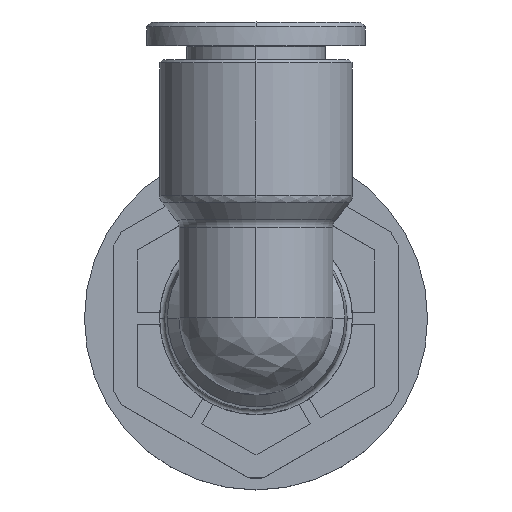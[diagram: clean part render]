
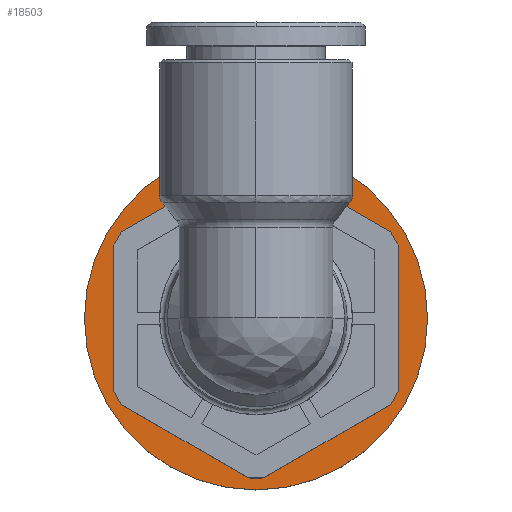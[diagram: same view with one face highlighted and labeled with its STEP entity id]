
A CAD part, top view. The second image highlights one B-rep face of the part: STEP entity #18503.
In plain terms, the highlighted planar face has unit normal (0, 0, 1).
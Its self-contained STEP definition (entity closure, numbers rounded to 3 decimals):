
#34 = VERTEX_POINT ( 'NONE', #19816 ) ;
#231 = ORIENTED_EDGE ( 'NONE', *, *, #11822, .T. ) ;
#245 = DIRECTION ( 'NONE',  ( 1., 0., 0. ) ) ;
#259 = ORIENTED_EDGE ( 'NONE', *, *, #22085, .F. ) ;
#623 = ORIENTED_EDGE ( 'NONE', *, *, #3823, .T. ) ;
#1651 = VERTEX_POINT ( 'NONE', #9173 ) ;
#1655 = AXIS2_PLACEMENT_3D ( 'NONE', #10442, #27878, #3233 ) ;
#2600 = DIRECTION ( 'NONE',  ( 1., 0., 0. ) ) ;
#2726 = CARTESIAN_POINT ( 'NONE',  ( -13.485, 0.644, 7.5 ) ) ;
#2899 = CARTESIAN_POINT ( 'NONE',  ( 0., 0., 7.5 ) ) ;
#3008 = LINE ( 'NONE', #2726, #31877 ) ;
#3168 = EDGE_CURVE ( 'NONE', #34, #21406, #27969, .T. ) ;
#3233 = DIRECTION ( 'NONE',  ( 1., 0., 0. ) ) ;
#3675 = DIRECTION ( 'NONE',  ( 0., 0., 1. ) ) ;
#3823 = EDGE_CURVE ( 'NONE', #22782, #31643, #26386, .T. ) ;
#4001 = CARTESIAN_POINT ( 'NONE',  ( 0., 0., 7.5 ) ) ;
#4480 = CARTESIAN_POINT ( 'NONE',  ( 13.485, -0.644, 7.5 ) ) ;
#4830 = CARTESIAN_POINT ( 'NONE',  ( -6.185, 12., 7.5 ) ) ;
#5188 = LINE ( 'NONE', #19973, #30538 ) ;
#5414 = VERTEX_POINT ( 'NONE', #32208 ) ;
#5458 = CARTESIAN_POINT ( 'NONE',  ( 0., 0., 7.5 ) ) ;
#5471 = VERTEX_POINT ( 'NONE', #7486 ) ;
#5590 = AXIS2_PLACEMENT_3D ( 'NONE', #7253, #9758, #26996 ) ;
#5995 = CARTESIAN_POINT ( 'NONE',  ( 0., 0., 7.5 ) ) ;
#7253 = CARTESIAN_POINT ( 'NONE',  ( 0., 0., 7.5 ) ) ;
#7262 = EDGE_CURVE ( 'NONE', #14496, #26451, #18963, .T. ) ;
#7486 = CARTESIAN_POINT ( 'NONE',  ( -7.3, -11.356, 7.5 ) ) ;
#7551 = CARTESIAN_POINT ( 'NONE',  ( -7.3, -11.356, 7.5 ) ) ;
#7876 = EDGE_CURVE ( 'NONE', #19432, #24219, #5188, .T. ) ;
#7920 = DIRECTION ( 'NONE',  ( -1., 0., 0. ) ) ;
#7940 = DIRECTION ( 'NONE',  ( 0.5, -0.866, 0. ) ) ;
#8179 = CIRCLE ( 'NONE', #14630, 13.5 ) ;
#8414 = FACE_BOUND ( 'NONE', #24687, .T. ) ;
#8796 = VECTOR ( 'NONE', #7920, 1000. ) ;
#8939 = CARTESIAN_POINT ( 'NONE',  ( 7.3, -11.356, 7.5 ) ) ;
#9173 = CARTESIAN_POINT ( 'NONE',  ( -7.3, 11.356, 7.5 ) ) ;
#9470 = CIRCLE ( 'NONE', #27481, 13.5 ) ;
#9513 = CARTESIAN_POINT ( 'NONE',  ( -14.5, 0., 7.5 ) ) ;
#9608 = FACE_OUTER_BOUND ( 'NONE', #21185, .T. ) ;
#9749 = CARTESIAN_POINT ( 'NONE',  ( 0., 0., 7.5 ) ) ;
#9758 = DIRECTION ( 'NONE',  ( 0., 0., -1. ) ) ;
#9768 = ORIENTED_EDGE ( 'NONE', *, *, #12481, .T. ) ;
#9970 = CARTESIAN_POINT ( 'NONE',  ( 6.185, 12., 7.5 ) ) ;
#10003 = CARTESIAN_POINT ( 'NONE',  ( 0., 0., 7.5 ) ) ;
#10022 = EDGE_CURVE ( 'NONE', #19457, #19864, #16109, .T. ) ;
#10216 = ORIENTED_EDGE ( 'NONE', *, *, #10022, .F. ) ;
#10442 = CARTESIAN_POINT ( 'NONE',  ( 8.25, 0., 7.5 ) ) ;
#10531 = CARTESIAN_POINT ( 'NONE',  ( 8.25, -12., 7.5 ) ) ;
#10820 = EDGE_CURVE ( 'NONE', #19864, #19457, #12906, .T. ) ;
#10827 = ORIENTED_EDGE ( 'NONE', *, *, #7876, .T. ) ;
#11822 = EDGE_CURVE ( 'NONE', #34, #1651, #3008, .T. ) ;
#11979 = VECTOR ( 'NONE', #7940, 1000. ) ;
#12098 = CIRCLE ( 'NONE', #13658, 13.5 ) ;
#12481 = EDGE_CURVE ( 'NONE', #27738, #5414, #12756, .T. ) ;
#12756 = LINE ( 'NONE', #20387, #11979 ) ;
#12794 = DIRECTION ( 'NONE',  ( 0., 0., -1. ) ) ;
#12906 = CIRCLE ( 'NONE', #5590, 14.5 ) ;
#13082 = DIRECTION ( 'NONE',  ( 0., -1., 0. ) ) ;
#13658 = AXIS2_PLACEMENT_3D ( 'NONE', #2899, #20377, #13082 ) ;
#13796 = CIRCLE ( 'NONE', #20372, 13.5 ) ;
#14496 = VERTEX_POINT ( 'NONE', #29477 ) ;
#14598 = DIRECTION ( 'NONE',  ( 0., -1., 0. ) ) ;
#14630 = AXIS2_PLACEMENT_3D ( 'NONE', #4001, #3675, #21169 ) ;
#15207 = DIRECTION ( 'NONE',  ( 0.5, 0.866, 0. ) ) ;
#15495 = VECTOR ( 'NONE', #23681, 1000. ) ;
#16082 = CARTESIAN_POINT ( 'NONE',  ( -13.485, -0.644, 7.5 ) ) ;
#16085 = ORIENTED_EDGE ( 'NONE', *, *, #25820, .F. ) ;
#16101 = CARTESIAN_POINT ( 'NONE',  ( -6.185, -12., 7.5 ) ) ;
#16109 = CIRCLE ( 'NONE', #18146, 14.5 ) ;
#16773 = CIRCLE ( 'NONE', #31496, 13.5 ) ;
#17791 = EDGE_CURVE ( 'NONE', #5471, #21406, #28763, .T. ) ;
#17944 = DIRECTION ( 'NONE',  ( 0., -1., 0. ) ) ;
#18146 = AXIS2_PLACEMENT_3D ( 'NONE', #5458, #12794, #245 ) ;
#18310 = ORIENTED_EDGE ( 'NONE', *, *, #28507, .F. ) ;
#18503 = ADVANCED_FACE ( 'NONE', ( #8414, #9608 ), #28077, .T. ) ;
#18963 = LINE ( 'NONE', #10531, #8796 ) ;
#19432 = VERTEX_POINT ( 'NONE', #4830 ) ;
#19457 = VERTEX_POINT ( 'NONE', #9513 ) ;
#19787 = CARTESIAN_POINT ( 'NONE',  ( 7.3, 11.356, 7.5 ) ) ;
#19816 = CARTESIAN_POINT ( 'NONE',  ( -13.485, 0.644, 7.5 ) ) ;
#19864 = VERTEX_POINT ( 'NONE', #24208 ) ;
#19890 = DIRECTION ( 'NONE',  ( -0.5, 0.866, 0. ) ) ;
#19925 = ORIENTED_EDGE ( 'NONE', *, *, #17791, .T. ) ;
#19973 = CARTESIAN_POINT ( 'NONE',  ( 8.25, 12., 7.5 ) ) ;
#20372 = AXIS2_PLACEMENT_3D ( 'NONE', #9749, #24628, #14598 ) ;
#20377 = DIRECTION ( 'NONE',  ( 0., 0., 1. ) ) ;
#20387 = CARTESIAN_POINT ( 'NONE',  ( 7.3, 11.356, 7.5 ) ) ;
#21020 = EDGE_CURVE ( 'NONE', #27738, #24219, #13796, .T. ) ;
#21169 = DIRECTION ( 'NONE',  ( 0., -1., 0. ) ) ;
#21185 = EDGE_LOOP ( 'NONE', ( #23109, #10216 ) ) ;
#21406 = VERTEX_POINT ( 'NONE', #16082 ) ;
#21490 = AXIS2_PLACEMENT_3D ( 'NONE', #22617, #25046, #17944 ) ;
#22085 = EDGE_CURVE ( 'NONE', #22782, #5414, #8179, .T. ) ;
#22617 = CARTESIAN_POINT ( 'NONE',  ( 0., 0., 7.5 ) ) ;
#22782 = VERTEX_POINT ( 'NONE', #4480 ) ;
#23109 = ORIENTED_EDGE ( 'NONE', *, *, #10820, .F. ) ;
#23466 = DIRECTION ( 'NONE',  ( 0., 0., 1. ) ) ;
#23681 = DIRECTION ( 'NONE',  ( -0.5, -0.866, 0. ) ) ;
#24208 = CARTESIAN_POINT ( 'NONE',  ( 14.5, 0., 7.5 ) ) ;
#24219 = VERTEX_POINT ( 'NONE', #9970 ) ;
#24449 = DIRECTION ( 'NONE',  ( 0., -1., 0. ) ) ;
#24628 = DIRECTION ( 'NONE',  ( 0., 0., 1. ) ) ;
#24687 = EDGE_LOOP ( 'NONE', ( #18310, #27946, #16085, #19925, #30799, #231, #25420, #10827, #31688, #9768, #259, #623 ) ) ;
#25046 = DIRECTION ( 'NONE',  ( 0., 0., 1. ) ) ;
#25420 = ORIENTED_EDGE ( 'NONE', *, *, #31967, .F. ) ;
#25820 = EDGE_CURVE ( 'NONE', #5471, #26451, #12098, .T. ) ;
#25866 = DIRECTION ( 'NONE',  ( 0., -1., 0. ) ) ;
#26386 = LINE ( 'NONE', #28413, #15495 ) ;
#26451 = VERTEX_POINT ( 'NONE', #16101 ) ;
#26996 = DIRECTION ( 'NONE',  ( 1., 0., 0. ) ) ;
#27481 = AXIS2_PLACEMENT_3D ( 'NONE', #10003, #29161, #24449 ) ;
#27611 = VECTOR ( 'NONE', #19890, 1000. ) ;
#27738 = VERTEX_POINT ( 'NONE', #19787 ) ;
#27878 = DIRECTION ( 'NONE',  ( 0., 0., 1. ) ) ;
#27946 = ORIENTED_EDGE ( 'NONE', *, *, #7262, .T. ) ;
#27969 = CIRCLE ( 'NONE', #21490, 13.5 ) ;
#28077 = PLANE ( 'NONE',  #1655 ) ;
#28413 = CARTESIAN_POINT ( 'NONE',  ( 13.485, -0.644, 7.5 ) ) ;
#28507 = EDGE_CURVE ( 'NONE', #14496, #31643, #9470, .T. ) ;
#28763 = LINE ( 'NONE', #7551, #27611 ) ;
#29161 = DIRECTION ( 'NONE',  ( 0., 0., 1. ) ) ;
#29477 = CARTESIAN_POINT ( 'NONE',  ( 6.185, -12., 7.5 ) ) ;
#30538 = VECTOR ( 'NONE', #2600, 1000. ) ;
#30799 = ORIENTED_EDGE ( 'NONE', *, *, #3168, .F. ) ;
#31496 = AXIS2_PLACEMENT_3D ( 'NONE', #5995, #23466, #25866 ) ;
#31643 = VERTEX_POINT ( 'NONE', #8939 ) ;
#31688 = ORIENTED_EDGE ( 'NONE', *, *, #21020, .F. ) ;
#31877 = VECTOR ( 'NONE', #15207, 1000. ) ;
#31967 = EDGE_CURVE ( 'NONE', #19432, #1651, #16773, .T. ) ;
#32208 = CARTESIAN_POINT ( 'NONE',  ( 13.485, 0.644, 7.5 ) ) ;
